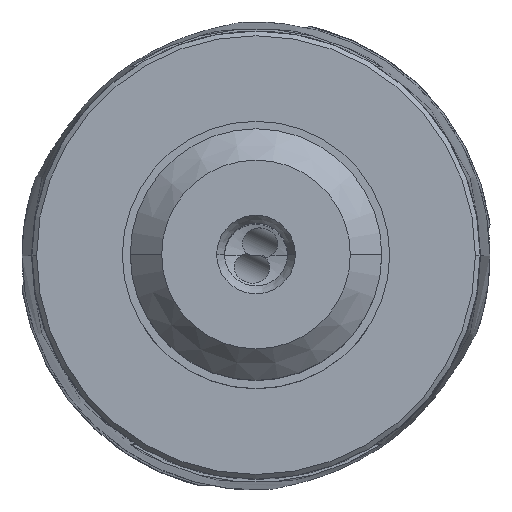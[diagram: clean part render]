
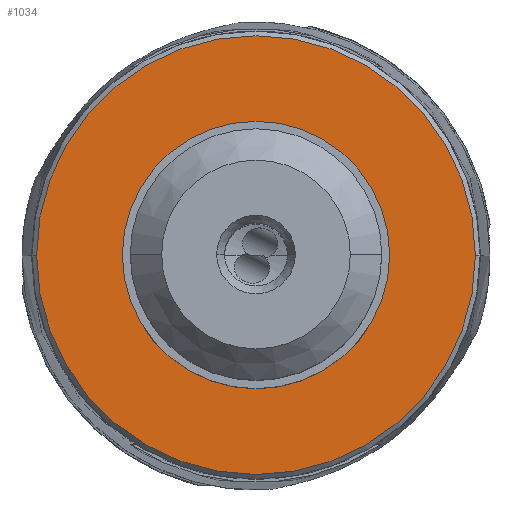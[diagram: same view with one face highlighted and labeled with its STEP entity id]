
A CAD part, top view. The second image highlights one B-rep face of the part: STEP entity #1034.
In plain terms, the highlighted planar face has unit normal (0, 0, 1).
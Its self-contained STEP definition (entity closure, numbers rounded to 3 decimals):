
#1034=ADVANCED_FACE('',(#1225,#1226),#1195,.T.);
#1195=PLANE('',#5774);
#1225=FACE_BOUND('',#1427,.T.);
#1226=FACE_BOUND('',#1428,.T.);
#1427=EDGE_LOOP('',(#2975,#2976,#2977));
#1428=EDGE_LOOP('',(#2978,#2979));
#1689=CIRCLE('',#5766,8.5);
#1691=CIRCLE('',#5769,8.5);
#1692=CIRCLE('',#5771,13.95);
#1693=CIRCLE('',#5772,13.95);
#1694=CIRCLE('',#5773,13.95);
#2975=ORIENTED_EDGE('',*,*,#4608,.F.);
#2976=ORIENTED_EDGE('',*,*,#4609,.F.);
#2977=ORIENTED_EDGE('',*,*,#4610,.F.);
#2978=ORIENTED_EDGE('',*,*,#4605,.F.);
#2979=ORIENTED_EDGE('',*,*,#4607,.F.);
#3872=VERTEX_POINT('',#11731);
#3873=VERTEX_POINT('',#11733);
#3874=VERTEX_POINT('',#11739);
#3875=VERTEX_POINT('',#11740);
#3876=VERTEX_POINT('',#11742);
#4605=EDGE_CURVE('',#3872,#3873,#1689,.T.);
#4607=EDGE_CURVE('',#3873,#3872,#1691,.T.);
#4608=EDGE_CURVE('',#3874,#3875,#1692,.T.);
#4609=EDGE_CURVE('',#3876,#3874,#1693,.T.);
#4610=EDGE_CURVE('',#3875,#3876,#1694,.T.);
#5766=AXIS2_PLACEMENT_3D('',#11732,#6976,#6977);
#5769=AXIS2_PLACEMENT_3D('',#11736,#6982,#6983);
#5771=AXIS2_PLACEMENT_3D('',#11738,#6986,#6987);
#5772=AXIS2_PLACEMENT_3D('',#11741,#6988,#6989);
#5773=AXIS2_PLACEMENT_3D('',#11743,#6990,#6991);
#5774=AXIS2_PLACEMENT_3D('',#11744,#6992,#6993);
#6976=DIRECTION('',(0.,0.,1.));
#6977=DIRECTION('',(1.,0.,0.));
#6982=DIRECTION('',(0.,0.,1.));
#6983=DIRECTION('',(-1.,0.,0.));
#6986=DIRECTION('',(0.,0.,-1.));
#6987=DIRECTION('',(-1.,0.,0.));
#6988=DIRECTION('',(0.,0.,-1.));
#6989=DIRECTION('',(0.,-1.,0.));
#6990=DIRECTION('',(0.,0.,-1.));
#6991=DIRECTION('',(1.,0.,0.));
#6992=DIRECTION('',(0.,0.,1.));
#6993=DIRECTION('',(-1.,0.,0.));
#11731=CARTESIAN_POINT('',(8.5,0.,0.));
#11732=CARTESIAN_POINT('',(0.,0.,0.));
#11733=CARTESIAN_POINT('',(-8.5,0.,0.));
#11736=CARTESIAN_POINT('',(0.,0.,0.));
#11738=CARTESIAN_POINT('',(0.,0.,0.));
#11739=CARTESIAN_POINT('',(-13.95,0.,0.));
#11740=CARTESIAN_POINT('',(13.95,0.,0.));
#11741=CARTESIAN_POINT('',(0.,0.,0.));
#11742=CARTESIAN_POINT('',(0.,-13.95,0.));
#11743=CARTESIAN_POINT('',(0.,0.,0.));
#11744=CARTESIAN_POINT('',(0.,0.,0.));
